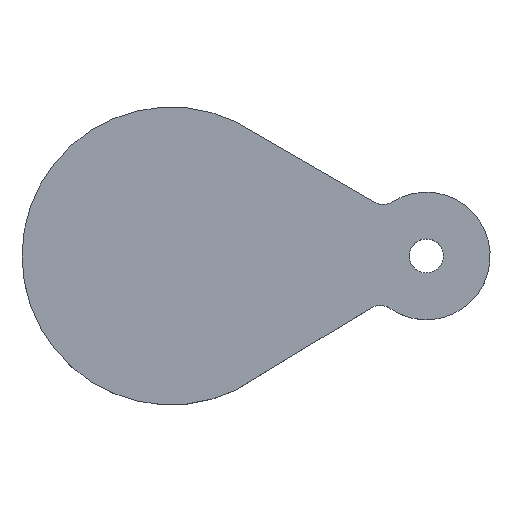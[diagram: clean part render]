
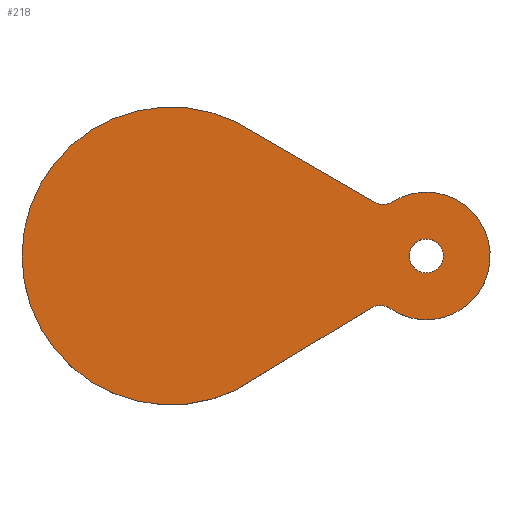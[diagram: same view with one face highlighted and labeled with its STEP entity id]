
A CAD part, top view. The second image highlights one B-rep face of the part: STEP entity #218.
In plain terms, the highlighted planar face has unit normal (0, 0, 1).
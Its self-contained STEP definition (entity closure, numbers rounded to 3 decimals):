
#47=CARTESIAN_POINT('',(30.,0.,5.));
#48=DIRECTION('',(0.,0.,-1.));
#49=DIRECTION('',(1.,0.,0.));
#50=AXIS2_PLACEMENT_3D('',#47,#48,#49);
#52=CARTESIAN_POINT('',(30.,0.,5.));
#53=DIRECTION('',(0.,0.,-1.));
#54=DIRECTION('',(-1.,0.,0.));
#55=AXIS2_PLACEMENT_3D('',#52,#53,#54);
#57=CARTESIAN_POINT('',(0.,0.,5.));
#58=DIRECTION('',(0.,0.,1.));
#59=DIRECTION('',(0.432,0.902,0.));
#60=AXIS2_PLACEMENT_3D('',#57,#58,#59);
#62=DIRECTION('',(-0.866,0.5,0.));
#63=VECTOR('',#62,18.918);
#64=CARTESIAN_POINT('',(23.948,6.314,5.));
#65=LINE('',#64,#63);
#66=CARTESIAN_POINT('',(24.949,8.046,5.));
#67=DIRECTION('',(0.,0.,-1.));
#68=DIRECTION('',(0.532,-0.847,0.));
#69=AXIS2_PLACEMENT_3D('',#66,#67,#68);
#71=CARTESIAN_POINT('',(30.,0.,5.));
#72=DIRECTION('',(0.,0.,1.));
#73=DIRECTION('',(-0.57,-0.821,0.));
#74=AXIS2_PLACEMENT_3D('',#71,#72,#73);
#76=CARTESIAN_POINT('',(24.582,-7.803,5.));
#77=DIRECTION('',(0.,0.,-1.));
#78=DIRECTION('',(-0.518,0.855,0.));
#79=AXIS2_PLACEMENT_3D('',#76,#77,#78);
#81=DIRECTION('',(0.855,0.518,0.));
#82=VECTOR('',#81,18.683);
#83=CARTESIAN_POINT('',(7.568,-15.779,5.));
#84=LINE('',#83,#82);
#125=CARTESIAN_POINT('',(32.,0.,5.));
#126=CARTESIAN_POINT('',(28.,0.,5.));
#127=VERTEX_POINT('',#125);
#128=VERTEX_POINT('',#126);
#129=CARTESIAN_POINT('',(7.568,15.779,5.));
#130=CARTESIAN_POINT('',(7.568,-15.779,5.));
#131=VERTEX_POINT('',#129);
#132=VERTEX_POINT('',#130);
#133=CARTESIAN_POINT('',(23.545,-6.093,5.));
#134=VERTEX_POINT('',#133);
#135=CARTESIAN_POINT('',(25.722,-6.161,5.));
#136=VERTEX_POINT('',#135);
#137=CARTESIAN_POINT('',(26.012,6.352,5.));
#138=VERTEX_POINT('',#137);
#139=CARTESIAN_POINT('',(23.948,6.314,5.));
#140=VERTEX_POINT('',#139);
#195=CARTESIAN_POINT('',(0.,0.,5.));
#196=DIRECTION('',(0.,0.,1.));
#197=DIRECTION('',(1.,0.,0.));
#198=AXIS2_PLACEMENT_3D('',#195,#196,#197);
#199=PLANE('',#198);
#201=ORIENTED_EDGE('',*,*,#200,.F.);
#203=ORIENTED_EDGE('',*,*,#202,.F.);
#205=ORIENTED_EDGE('',*,*,#204,.F.);
#207=ORIENTED_EDGE('',*,*,#206,.F.);
#209=ORIENTED_EDGE('',*,*,#208,.F.);
#211=ORIENTED_EDGE('',*,*,#210,.F.);
#212=EDGE_LOOP('',(#201,#203,#205,#207,#209,#211));
#213=FACE_OUTER_BOUND('',#212,.F.);
#214=ORIENTED_EDGE('',*,*,#175,.F.);
#215=ORIENTED_EDGE('',*,*,#189,.F.);
#216=EDGE_LOOP('',(#214,#215));
#217=FACE_BOUND('',#216,.F.);
#218=ADVANCED_FACE('',(#213,#217),#199,.T.);
#51=CIRCLE('',#50,2.);
#56=CIRCLE('',#55,2.);
#61=CIRCLE('',#60,17.5);
#70=CIRCLE('',#69,2.);
#75=CIRCLE('',#74,7.5);
#80=CIRCLE('',#79,2.);
#175=EDGE_CURVE('',#127,#128,#51,.T.);
#189=EDGE_CURVE('',#128,#127,#56,.T.);
#200=EDGE_CURVE('',#131,#132,#61,.T.);
#202=EDGE_CURVE('',#140,#131,#65,.T.);
#204=EDGE_CURVE('',#138,#140,#70,.T.);
#206=EDGE_CURVE('',#136,#138,#75,.T.);
#208=EDGE_CURVE('',#134,#136,#80,.T.);
#210=EDGE_CURVE('',#132,#134,#84,.T.);
